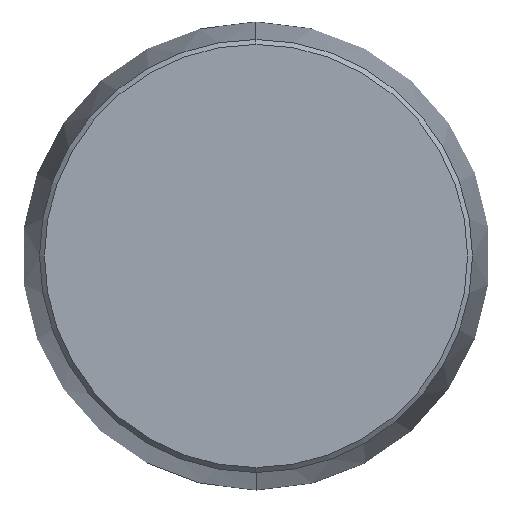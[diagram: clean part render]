
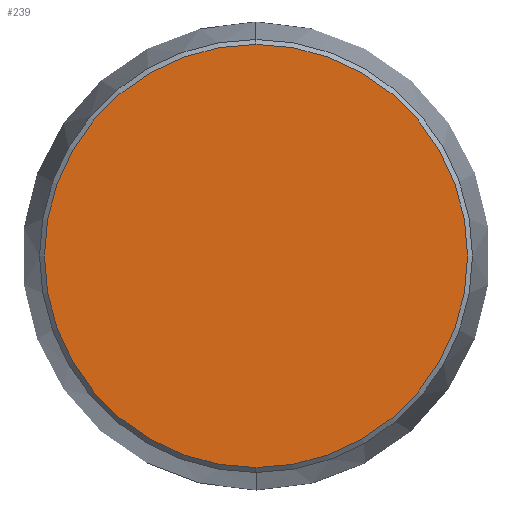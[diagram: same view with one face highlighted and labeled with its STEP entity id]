
A CAD part, left-side view. The second image highlights one B-rep face of the part: STEP entity #239.
In plain terms, the highlighted planar face has unit normal (-1, 0, 0).
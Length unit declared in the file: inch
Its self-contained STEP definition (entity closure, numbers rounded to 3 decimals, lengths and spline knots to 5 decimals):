
#130 = EDGE_CURVE ( 'NONE', #738, #1283, #751, .T. ) ;
#239 = ADVANCED_FACE ( 'NONE', ( #1576 ), #251, .F. ) ;
#251 = PLANE ( 'NONE',  #1560 ) ;
#263 = CARTESIAN_POINT ( 'NONE',  ( 0., 0., 0.03225 ) ) ;
#279 = CARTESIAN_POINT ( 'NONE',  ( 0., 0., -0.03225 ) ) ;
#326 = CIRCLE ( 'NONE', #704, 0.03225 ) ;
#400 = DIRECTION ( 'NONE',  ( 0., 0., 1. ) ) ;
#429 = EDGE_CURVE ( 'NONE', #1283, #738, #326, .T. ) ;
#592 = EDGE_LOOP ( 'NONE', ( #1294, #1137 ) ) ;
#640 = CARTESIAN_POINT ( 'NONE',  ( 0., -0.03225, 0. ) ) ;
#651 = DIRECTION ( 'NONE',  ( 0., 0., 1. ) ) ;
#704 = AXIS2_PLACEMENT_3D ( 'NONE', #1338, #1342, #1344 ) ;
#713 = AXIS2_PLACEMENT_3D ( 'NONE', #981, #1112, #400 ) ;
#738 = VERTEX_POINT ( 'NONE', #279 ) ;
#751 = CIRCLE ( 'NONE', #713, 0.03225 ) ;
#981 = CARTESIAN_POINT ( 'NONE',  ( 0., 0., 0. ) ) ;
#1047 = DIRECTION ( 'NONE',  ( 1., 0., 0. ) ) ;
#1112 = DIRECTION ( 'NONE',  ( 1., 0., 0. ) ) ;
#1137 = ORIENTED_EDGE ( 'NONE', *, *, #130, .F. ) ;
#1283 = VERTEX_POINT ( 'NONE', #263 ) ;
#1294 = ORIENTED_EDGE ( 'NONE', *, *, #429, .F. ) ;
#1338 = CARTESIAN_POINT ( 'NONE',  ( 0., 0., 0. ) ) ;
#1342 = DIRECTION ( 'NONE',  ( 1., 0., 0. ) ) ;
#1344 = DIRECTION ( 'NONE',  ( 0., 0., 1. ) ) ;
#1560 = AXIS2_PLACEMENT_3D ( 'NONE', #640, #1047, #651 ) ;
#1576 = FACE_OUTER_BOUND ( 'NONE', #592, .T. ) ;
